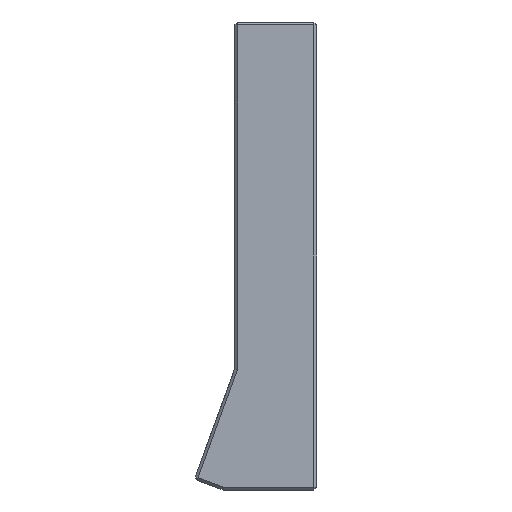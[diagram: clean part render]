
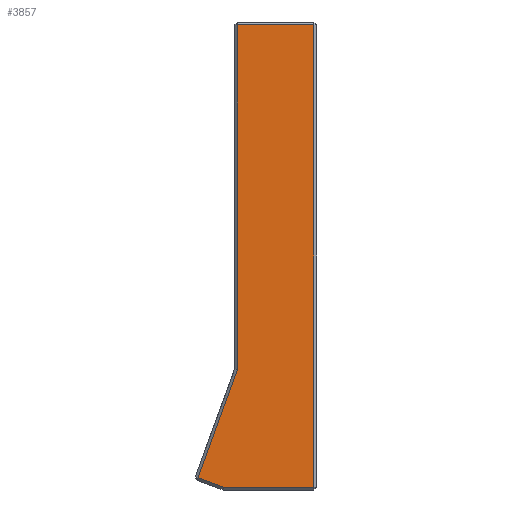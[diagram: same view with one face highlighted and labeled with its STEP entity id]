
A CAD part, left-side view. The second image highlights one B-rep face of the part: STEP entity #3857.
In plain terms, the highlighted planar face has unit normal (-1, 0, 0).
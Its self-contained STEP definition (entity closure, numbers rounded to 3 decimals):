
#89=PLANE('',#4146);
#229=FACE_OUTER_BOUND('',#460,.T.);
#460=EDGE_LOOP('',(#2779,#2780,#2781,#2782,#2783,#2784));
#759=LINE('',#5893,#1152);
#772=LINE('',#5927,#1165);
#786=LINE('',#5954,#1179);
#799=LINE('',#5993,#1192);
#802=LINE('',#5998,#1195);
#803=LINE('',#5999,#1196);
#1152=VECTOR('',#4651,10.);
#1165=VECTOR('',#4678,10.);
#1179=VECTOR('',#4702,10.);
#1192=VECTOR('',#4743,10.);
#1195=VECTOR('',#4748,10.);
#1196=VECTOR('',#4749,10.);
#1719=VERTEX_POINT('',#5868);
#1724=VERTEX_POINT('',#5887);
#1738=VERTEX_POINT('',#5925);
#1739=VERTEX_POINT('',#5926);
#1747=VERTEX_POINT('',#5944);
#1759=VERTEX_POINT('',#5992);
#2109=EDGE_CURVE('',#1724,#1719,#759,.T.);
#2124=EDGE_CURVE('',#1738,#1739,#772,.T.);
#2138=EDGE_CURVE('',#1747,#1719,#786,.T.);
#2155=EDGE_CURVE('',#1759,#1724,#799,.T.);
#2158=EDGE_CURVE('',#1739,#1759,#802,.T.);
#2159=EDGE_CURVE('',#1747,#1738,#803,.T.);
#2779=ORIENTED_EDGE('',*,*,#2138,.T.);
#2780=ORIENTED_EDGE('',*,*,#2109,.F.);
#2781=ORIENTED_EDGE('',*,*,#2155,.F.);
#2782=ORIENTED_EDGE('',*,*,#2158,.F.);
#2783=ORIENTED_EDGE('',*,*,#2124,.F.);
#2784=ORIENTED_EDGE('',*,*,#2159,.F.);
#3857=ADVANCED_FACE('',(#229),#89,.T.);
#4146=AXIS2_PLACEMENT_3D('',#5997,#4746,#4747);
#4651=DIRECTION('',(0.,-1.,0.));
#4678=DIRECTION('',(0.,0.94,0.342));
#4702=DIRECTION('',(0.,0.,1.));
#4743=DIRECTION('',(0.,0.,1.));
#4746=DIRECTION('center_axis',(-1.,0.,0.));
#4747=DIRECTION('ref_axis',(0.,0.,1.));
#4748=DIRECTION('',(0.,-0.342,0.94));
#4749=DIRECTION('',(0.,1.,0.));
#5868=CARTESIAN_POINT('',(-64.5,-12.75,-105.25));
#5887=CARTESIAN_POINT('',(-64.5,7.25,-105.25));
#5893=CARTESIAN_POINT('',(-64.5,0.,-105.25));
#5925=CARTESIAN_POINT('',(-64.5,10.907,-226.49));
#5926=CARTESIAN_POINT('',(-64.5,17.595,-224.056));
#5927=CARTESIAN_POINT('',(-64.5,3.939,-229.026));
#5944=CARTESIAN_POINT('',(-64.5,-12.75,-226.49));
#5954=CARTESIAN_POINT('',(-64.5,-12.75,-172.));
#5992=CARTESIAN_POINT('',(-64.5,7.25,-195.632));
#5993=CARTESIAN_POINT('',(-64.5,7.25,-205.75));
#5997=CARTESIAN_POINT('Origin',(-64.5,0.,-239.5));
#5998=CARTESIAN_POINT('',(-64.5,13.898,-213.897));
#5999=CARTESIAN_POINT('',(-64.5,0.,-226.49));
